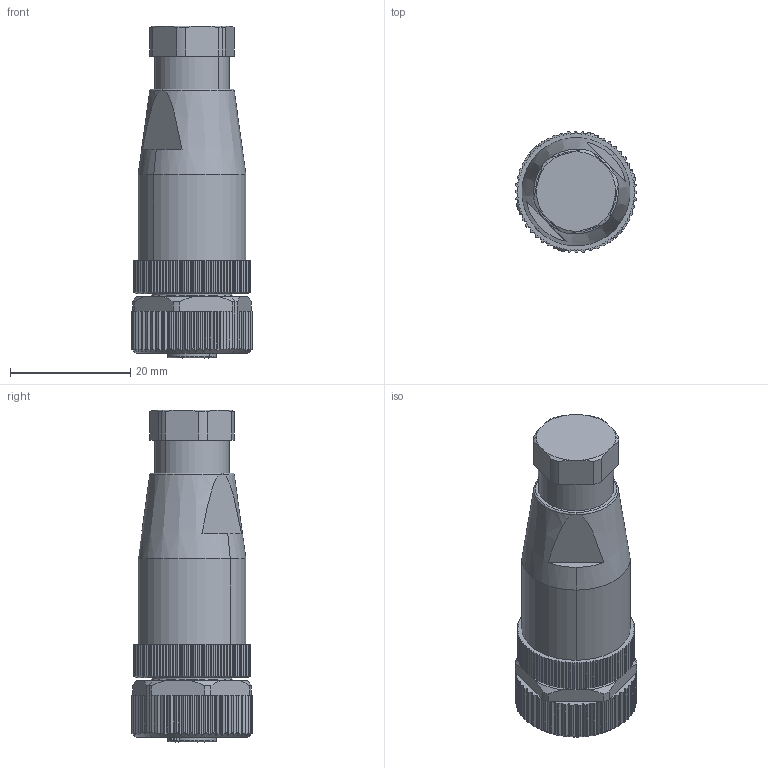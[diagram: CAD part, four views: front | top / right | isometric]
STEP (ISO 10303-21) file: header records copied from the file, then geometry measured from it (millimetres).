
FILE_DESCRIPTION(('CATIA V5 STEP Exchange','CAx-IF Rec.Pracs.--- Model Styling and Organization---1.4--- 2014-01-23'),'2;1');
FILE_NAME ('026563-2_0', '2021-03-08T11:59:53+00:00', ('none'), ('Weidmueller'), 'CATIA Version 5-6 Release 2016 SP3 HF44', 'CATIA V5 STEP AP214', 'none');
FILE_SCHEMA(('AUTOMOTIVE_DESIGN { 1 0 10303 214 1 1 1 1 }'));
Length unit declared in the file: millimetre
Products named in the file (1): 1924970000
Bounding box: 20.2 x 20.2 x 55.2 mm (x, y, z)
Volume: 12025 mm3; surface area: 4662.5 mm2
Topology: 2 solids, 2 shells, 660 faces, 1901 edges, 1252 vertices
Faces by surface type: plane 357, cylinder 253, cone 36, torus 10, sphere 4
Entity records: 22382 total; most frequent: CARTESIAN_POINT 6072, ORIENTED_EDGE 3794, DIRECTION 2713, EDGE_CURVE 1897, VERTEX_POINT 1252, AXIS2_PLACEMENT_3D 1089, VECTOR 966, LINE 966
